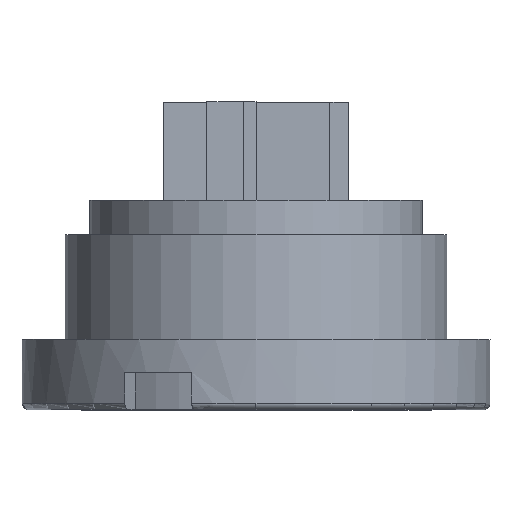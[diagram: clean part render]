
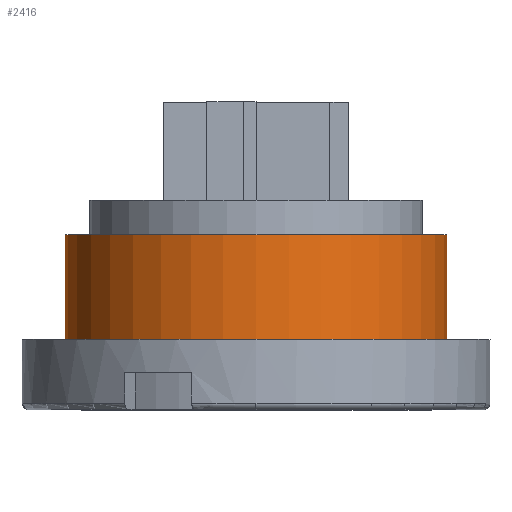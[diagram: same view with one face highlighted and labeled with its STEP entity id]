
A CAD part, top view. The second image highlights one B-rep face of the part: STEP entity #2416.
In plain terms, the highlighted cylindrical face has radius 15.5 mm (diameter 31 mm), a full revolution.
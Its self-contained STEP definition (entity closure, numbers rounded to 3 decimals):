
#2261 = PLANE('',#2262);
#2262 = AXIS2_PLACEMENT_3D('',#2263,#2264,#2265);
#2263 = CARTESIAN_POINT('',(0.,5.7,0.)
  );
#2264 = DIRECTION('',(0.,1.,0.));
#2265 = DIRECTION('',(0.,0.,1.));
#2359 = EDGE_CURVE('',#2360,#2360,#2362,.T.);
#2360 = VERTEX_POINT('',#2361);
#2361 = CARTESIAN_POINT('',(0.,5.7,15.5));
#2362 = SURFACE_CURVE('',#2363,(#2368,#2375),.PCURVE_S1.);
#2363 = CIRCLE('',#2364,15.5);
#2364 = AXIS2_PLACEMENT_3D('',#2365,#2366,#2367);
#2365 = CARTESIAN_POINT('',(0.,5.7,0.)
  );
#2366 = DIRECTION('',(0.,1.,0.));
#2367 = DIRECTION('',(0.,0.,1.));
#2368 = PCURVE('',#2261,#2369);
#2369 = DEFINITIONAL_REPRESENTATION('',(#2370),#2374);
#2370 = CIRCLE('',#2371,15.5);
#2371 = AXIS2_PLACEMENT_2D('',#2372,#2373);
#2372 = CARTESIAN_POINT('',(0.,0.));
#2373 = DIRECTION('',(1.,0.));
#2374 = ( GEOMETRIC_REPRESENTATION_CONTEXT(2) 
PARAMETRIC_REPRESENTATION_CONTEXT() REPRESENTATION_CONTEXT('2D SPACE',''
  ) );
#2375 = PCURVE('',#2376,#2381);
#2376 = CYLINDRICAL_SURFACE('',#2377,15.5);
#2377 = AXIS2_PLACEMENT_3D('',#2378,#2379,#2380);
#2378 = CARTESIAN_POINT('',(0.,5.7,0.)
  );
#2379 = DIRECTION('',(0.,1.,0.));
#2380 = DIRECTION('',(0.,0.,1.));
#2381 = DEFINITIONAL_REPRESENTATION('',(#2382),#2386);
#2382 = LINE('',#2383,#2384);
#2383 = CARTESIAN_POINT('',(0.,0.));
#2384 = VECTOR('',#2385,1.);
#2385 = DIRECTION('',(1.,0.));
#2386 = ( GEOMETRIC_REPRESENTATION_CONTEXT(2) 
PARAMETRIC_REPRESENTATION_CONTEXT() REPRESENTATION_CONTEXT('2D SPACE',''
  ) );
#2416 = ADVANCED_FACE('',(#2417),#2376,.T.);
#2417 = FACE_BOUND('',#2418,.T.);
#2418 = EDGE_LOOP('',(#2419,#2420,#2443,#2470));
#2419 = ORIENTED_EDGE('',*,*,#2359,.T.);
#2420 = ORIENTED_EDGE('',*,*,#2421,.T.);
#2421 = EDGE_CURVE('',#2360,#2422,#2424,.T.);
#2422 = VERTEX_POINT('',#2423);
#2423 = CARTESIAN_POINT('',(0.,14.2,15.5));
#2424 = SEAM_CURVE('',#2425,(#2429,#2436),.PCURVE_S1.);
#2425 = LINE('',#2426,#2427);
#2426 = CARTESIAN_POINT('',(0.,5.7,15.5));
#2427 = VECTOR('',#2428,1.);
#2428 = DIRECTION('',(0.,1.,0.));
#2429 = PCURVE('',#2376,#2430);
#2430 = DEFINITIONAL_REPRESENTATION('',(#2431),#2435);
#2431 = LINE('',#2432,#2433);
#2432 = CARTESIAN_POINT('',(0.,0.));
#2433 = VECTOR('',#2434,1.);
#2434 = DIRECTION('',(0.,1.));
#2435 = ( GEOMETRIC_REPRESENTATION_CONTEXT(2) 
PARAMETRIC_REPRESENTATION_CONTEXT() REPRESENTATION_CONTEXT('2D SPACE',''
  ) );
#2436 = PCURVE('',#2376,#2437);
#2437 = DEFINITIONAL_REPRESENTATION('',(#2438),#2442);
#2438 = LINE('',#2439,#2440);
#2439 = CARTESIAN_POINT('',(6.283,0.));
#2440 = VECTOR('',#2441,1.);
#2441 = DIRECTION('',(0.,1.));
#2442 = ( GEOMETRIC_REPRESENTATION_CONTEXT(2) 
PARAMETRIC_REPRESENTATION_CONTEXT() REPRESENTATION_CONTEXT('2D SPACE',''
  ) );
#2443 = ORIENTED_EDGE('',*,*,#2444,.F.);
#2444 = EDGE_CURVE('',#2422,#2422,#2445,.T.);
#2445 = SURFACE_CURVE('',#2446,(#2451,#2458),.PCURVE_S1.);
#2446 = CIRCLE('',#2447,15.5);
#2447 = AXIS2_PLACEMENT_3D('',#2448,#2449,#2450);
#2448 = CARTESIAN_POINT('',(0.,14.2,0.)
  );
#2449 = DIRECTION('',(0.,1.,0.));
#2450 = DIRECTION('',(0.,0.,1.));
#2451 = PCURVE('',#2376,#2452);
#2452 = DEFINITIONAL_REPRESENTATION('',(#2453),#2457);
#2453 = LINE('',#2454,#2455);
#2454 = CARTESIAN_POINT('',(0.,8.5));
#2455 = VECTOR('',#2456,1.);
#2456 = DIRECTION('',(1.,0.));
#2457 = ( GEOMETRIC_REPRESENTATION_CONTEXT(2) 
PARAMETRIC_REPRESENTATION_CONTEXT() REPRESENTATION_CONTEXT('2D SPACE',''
  ) );
#2458 = PCURVE('',#2459,#2464);
#2459 = PLANE('',#2460);
#2460 = AXIS2_PLACEMENT_3D('',#2461,#2462,#2463);
#2461 = CARTESIAN_POINT('',(0.,14.2,0.)
  );
#2462 = DIRECTION('',(0.,1.,0.));
#2463 = DIRECTION('',(0.,0.,1.));
#2464 = DEFINITIONAL_REPRESENTATION('',(#2465),#2469);
#2465 = CIRCLE('',#2466,15.5);
#2466 = AXIS2_PLACEMENT_2D('',#2467,#2468);
#2467 = CARTESIAN_POINT('',(0.,0.));
#2468 = DIRECTION('',(1.,0.));
#2469 = ( GEOMETRIC_REPRESENTATION_CONTEXT(2) 
PARAMETRIC_REPRESENTATION_CONTEXT() REPRESENTATION_CONTEXT('2D SPACE',''
  ) );
#2470 = ORIENTED_EDGE('',*,*,#2421,.F.);
